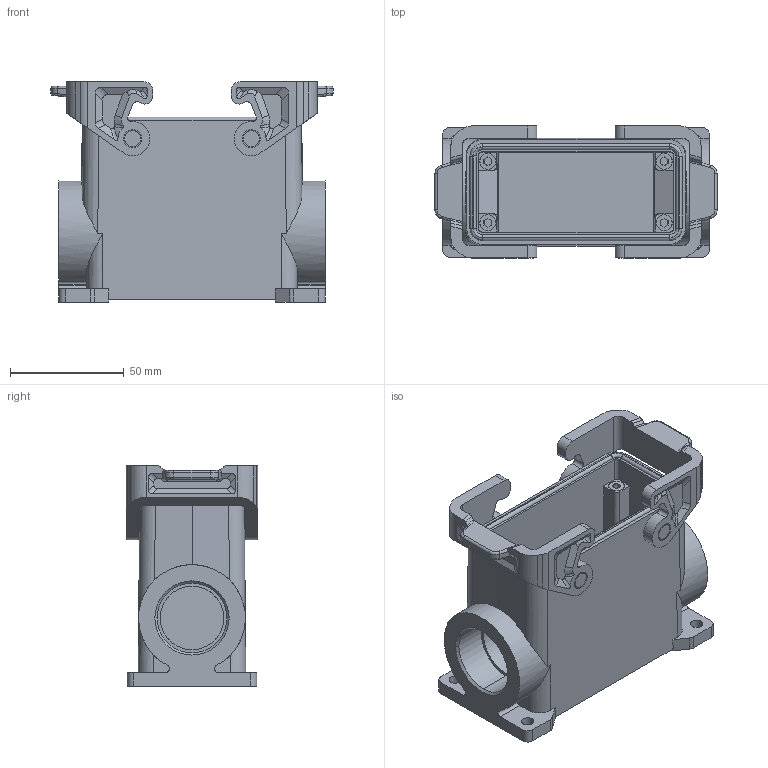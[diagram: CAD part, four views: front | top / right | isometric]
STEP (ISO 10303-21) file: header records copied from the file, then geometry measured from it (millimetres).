
FILE_DESCRIPTION(('Creo Elements/Direct Modeling STEP Export'),'2;1');
FILE_NAME('0ln7uvk5tn74d1v2880','2023-11-14T14:17:40',(''),(''),'Creo Elements/Direct Modeling STEP processor for AP214 (Solid Model)','Creo Elements/Direct Modeling 20.1B 02-Apr-2019 (C) Parametric Technology GmbH','');
FILE_SCHEMA(('AUTOMOTIVE_DESIGN { 1 0 10303 214 1 1 1 1 }'));
Length unit declared in the file: millimetre
Products named in the file (2): TAPW 16.32
Assembly tree (1 placements, depth 2):
  TAPW 16.32
    TAPW 16.32
Bounding box: 124 x 58 x 96.9 mm (x, y, z)
Volume: 198364.2 mm3; surface area: 69766 mm2
Topology: 1 solids, 1 shells, 418 faces, 1147 edges, 757 vertices
Faces by surface type: plane 208, cylinder 158, torus 20, bspline 20, cone 12
Entity records: 23877 total; most frequent: CARTESIAN_POINT 10086, ORIENTED_EDGE 2294, DIRECTION 2058, EDGE_CURVE 1147, VERTEX_POINT 757, AXIS2_PLACEMENT_3D 691, VECTOR 676, LINE 676
